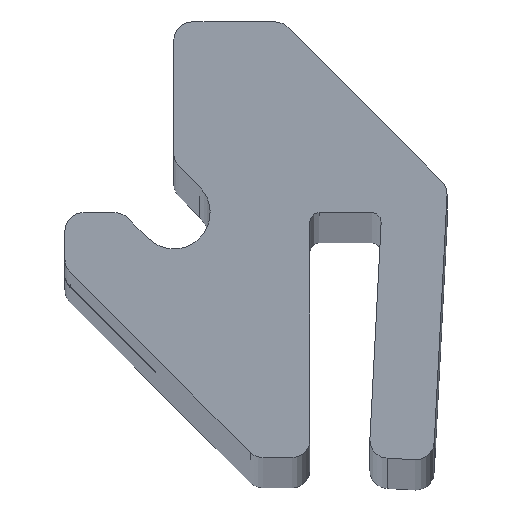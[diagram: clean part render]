
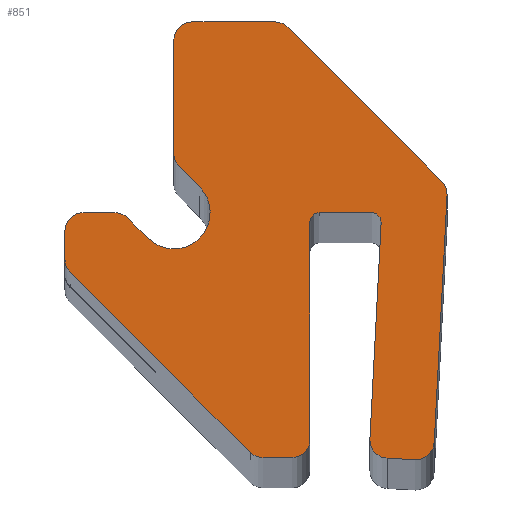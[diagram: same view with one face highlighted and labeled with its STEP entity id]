
A CAD part, top view. The second image highlights one B-rep face of the part: STEP entity #851.
In plain terms, the highlighted planar face has unit normal (0, 0, 1).
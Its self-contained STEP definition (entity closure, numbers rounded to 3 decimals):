
#34=PLANE('',#940);
#72=LINE('',#1480,#147);
#77=LINE('',#1490,#152);
#85=LINE('',#1511,#160);
#92=LINE('',#1532,#167);
#95=LINE('',#1544,#170);
#111=LINE('',#1597,#186);
#114=LINE('',#1605,#189);
#117=LINE('',#1613,#192);
#120=LINE('',#1622,#195);
#124=LINE('',#1636,#199);
#126=LINE('',#1641,#201);
#128=LINE('',#1647,#203);
#129=LINE('',#1649,#204);
#130=LINE('',#1651,#205);
#147=VECTOR('',#997,10.);
#152=VECTOR('',#1004,10.);
#160=VECTOR('',#1028,10.);
#167=VECTOR('',#1049,10.);
#170=VECTOR('',#1060,10.);
#186=VECTOR('',#1110,10.);
#189=VECTOR('',#1119,10.);
#192=VECTOR('',#1128,10.);
#195=VECTOR('',#1137,10.);
#199=VECTOR('',#1155,10.);
#201=VECTOR('',#1163,10.);
#203=VECTOR('',#1171,10.);
#204=VECTOR('',#1174,10.);
#205=VECTOR('',#1177,10.);
#250=FACE_OUTER_BOUND('',#295,.T.);
#295=EDGE_LOOP('',(#773,#774,#775,#776,#777,#778,#779,#780,#781,#782,#783,
#784,#785,#786,#787,#788,#789,#790,#791,#792,#793,#794,#795,#796,#797,#798,
#799,#800));
#317=CIRCLE('',#883,1.27);
#321=CIRCLE('',#893,0.635);
#322=CIRCLE('',#896,0.635);
#324=CIRCLE('',#900,1.27);
#334=CIRCLE('',#912,1.27);
#335=CIRCLE('',#914,1.27);
#336=CIRCLE('',#917,1.27);
#337=CIRCLE('',#920,1.27);
#338=CIRCLE('',#923,1.27);
#339=CIRCLE('',#926,1.27);
#340=CIRCLE('',#928,1.27);
#341=CIRCLE('',#930,1.27);
#342=CIRCLE('',#933,1.27);
#343=CIRCLE('',#936,2.54);
#372=VERTEX_POINT('',#1477);
#373=VERTEX_POINT('',#1479);
#376=VERTEX_POINT('',#1487);
#377=VERTEX_POINT('',#1489);
#379=VERTEX_POINT('',#1497);
#382=VERTEX_POINT('',#1509);
#386=VERTEX_POINT('',#1522);
#387=VERTEX_POINT('',#1524);
#389=VERTEX_POINT('',#1530);
#390=VERTEX_POINT('',#1534);
#391=VERTEX_POINT('',#1535);
#394=VERTEX_POINT('',#1543);
#396=VERTEX_POINT('',#1549);
#411=VERTEX_POINT('',#1585);
#412=VERTEX_POINT('',#1589);
#413=VERTEX_POINT('',#1590);
#414=VERTEX_POINT('',#1595);
#415=VERTEX_POINT('',#1599);
#416=VERTEX_POINT('',#1603);
#417=VERTEX_POINT('',#1607);
#418=VERTEX_POINT('',#1611);
#419=VERTEX_POINT('',#1615);
#420=VERTEX_POINT('',#1616);
#421=VERTEX_POINT('',#1621);
#422=VERTEX_POINT('',#1629);
#423=VERTEX_POINT('',#1630);
#424=VERTEX_POINT('',#1635);
#425=VERTEX_POINT('',#1643);
#464=EDGE_CURVE('',#373,#372,#72,.T.);
#469=EDGE_CURVE('',#377,#376,#77,.T.);
#474=EDGE_CURVE('',#379,#372,#317,.T.);
#480=EDGE_CURVE('',#379,#382,#85,.T.);
#486=EDGE_CURVE('',#386,#387,#321,.T.);
#490=EDGE_CURVE('',#386,#389,#92,.T.);
#491=EDGE_CURVE('',#390,#391,#322,.T.);
#495=EDGE_CURVE('',#394,#391,#95,.T.);
#498=EDGE_CURVE('',#377,#396,#324,.T.);
#518=EDGE_CURVE('',#411,#382,#334,.T.);
#519=EDGE_CURVE('',#412,#413,#335,.T.);
#523=EDGE_CURVE('',#412,#414,#111,.T.);
#524=EDGE_CURVE('',#415,#414,#336,.T.);
#527=EDGE_CURVE('',#415,#416,#114,.T.);
#528=EDGE_CURVE('',#417,#376,#337,.T.);
#531=EDGE_CURVE('',#417,#418,#117,.T.);
#532=EDGE_CURVE('',#419,#420,#338,.T.);
#535=EDGE_CURVE('',#421,#420,#120,.T.);
#537=EDGE_CURVE('',#421,#389,#339,.T.);
#538=EDGE_CURVE('',#394,#418,#340,.T.);
#539=EDGE_CURVE('',#422,#423,#341,.T.);
#542=EDGE_CURVE('',#424,#423,#124,.T.);
#544=EDGE_CURVE('',#424,#416,#342,.T.);
#545=EDGE_CURVE('',#411,#396,#126,.T.);
#546=EDGE_CURVE('',#425,#373,#343,.T.);
#548=EDGE_CURVE('',#422,#425,#128,.T.);
#549=EDGE_CURVE('',#419,#413,#129,.T.);
#550=EDGE_CURVE('',#390,#387,#130,.T.);
#773=ORIENTED_EDGE('',*,*,#498,.F.);
#774=ORIENTED_EDGE('',*,*,#469,.T.);
#775=ORIENTED_EDGE('',*,*,#528,.F.);
#776=ORIENTED_EDGE('',*,*,#531,.T.);
#777=ORIENTED_EDGE('',*,*,#538,.F.);
#778=ORIENTED_EDGE('',*,*,#495,.T.);
#779=ORIENTED_EDGE('',*,*,#491,.F.);
#780=ORIENTED_EDGE('',*,*,#550,.T.);
#781=ORIENTED_EDGE('',*,*,#486,.F.);
#782=ORIENTED_EDGE('',*,*,#490,.T.);
#783=ORIENTED_EDGE('',*,*,#537,.F.);
#784=ORIENTED_EDGE('',*,*,#535,.T.);
#785=ORIENTED_EDGE('',*,*,#532,.F.);
#786=ORIENTED_EDGE('',*,*,#549,.T.);
#787=ORIENTED_EDGE('',*,*,#519,.F.);
#788=ORIENTED_EDGE('',*,*,#523,.T.);
#789=ORIENTED_EDGE('',*,*,#524,.F.);
#790=ORIENTED_EDGE('',*,*,#527,.T.);
#791=ORIENTED_EDGE('',*,*,#544,.F.);
#792=ORIENTED_EDGE('',*,*,#542,.T.);
#793=ORIENTED_EDGE('',*,*,#539,.F.);
#794=ORIENTED_EDGE('',*,*,#548,.T.);
#795=ORIENTED_EDGE('',*,*,#546,.T.);
#796=ORIENTED_EDGE('',*,*,#464,.T.);
#797=ORIENTED_EDGE('',*,*,#474,.F.);
#798=ORIENTED_EDGE('',*,*,#480,.T.);
#799=ORIENTED_EDGE('',*,*,#518,.F.);
#800=ORIENTED_EDGE('',*,*,#545,.T.);
#851=ADVANCED_FACE('',(#250),#34,.T.);
#883=AXIS2_PLACEMENT_3D('',#1499,#1014,#1015);
#893=AXIS2_PLACEMENT_3D('',#1525,#1042,#1043);
#896=AXIS2_PLACEMENT_3D('',#1536,#1052,#1053);
#900=AXIS2_PLACEMENT_3D('',#1550,#1065,#1066);
#912=AXIS2_PLACEMENT_3D('',#1587,#1099,#1100);
#914=AXIS2_PLACEMENT_3D('',#1591,#1103,#1104);
#917=AXIS2_PLACEMENT_3D('',#1600,#1113,#1114);
#920=AXIS2_PLACEMENT_3D('',#1608,#1122,#1123);
#923=AXIS2_PLACEMENT_3D('',#1617,#1131,#1132);
#926=AXIS2_PLACEMENT_3D('',#1625,#1141,#1142);
#928=AXIS2_PLACEMENT_3D('',#1627,#1145,#1146);
#930=AXIS2_PLACEMENT_3D('',#1631,#1149,#1150);
#933=AXIS2_PLACEMENT_3D('',#1639,#1159,#1160);
#936=AXIS2_PLACEMENT_3D('',#1644,#1166,#1167);
#940=AXIS2_PLACEMENT_3D('',#1652,#1178,#1179);
#997=DIRECTION('',(-0.707,0.707,0.));
#1004=DIRECTION('',(0.707,-0.707,0.));
#1014=DIRECTION('center_axis',(0.,0.,-1.));
#1015=DIRECTION('ref_axis',(0.383,0.924,0.));
#1028=DIRECTION('',(-1.,0.,0.));
#1042=DIRECTION('center_axis',(0.,0.,1.));
#1043=DIRECTION('ref_axis',(0.725,0.689,0.));
#1049=DIRECTION('',(-0.052,-0.999,0.));
#1052=DIRECTION('center_axis',(0.,0.,1.));
#1053=DIRECTION('ref_axis',(-0.707,0.707,0.));
#1060=DIRECTION('',(0.,1.,0.));
#1065=DIRECTION('center_axis',(0.,0.,-1.));
#1066=DIRECTION('ref_axis',(-0.924,-0.383,0.));
#1099=DIRECTION('center_axis',(0.,0.,-1.));
#1100=DIRECTION('ref_axis',(-0.707,0.707,0.));
#1103=DIRECTION('center_axis',(0.,0.,-1.));
#1104=DIRECTION('ref_axis',(0.933,0.359,0.));
#1110=DIRECTION('',(-0.707,0.707,0.));
#1113=DIRECTION('center_axis',(0.,0.,-1.));
#1114=DIRECTION('ref_axis',(0.383,0.924,0.));
#1119=DIRECTION('',(-1.,0.,0.));
#1122=DIRECTION('center_axis',(0.,0.,-1.));
#1123=DIRECTION('ref_axis',(-0.383,-0.924,0.));
#1128=DIRECTION('',(1.,0.,0.));
#1131=DIRECTION('center_axis',(0.,0.,-1.));
#1132=DIRECTION('ref_axis',(0.669,-0.743,0.));
#1137=DIRECTION('',(0.999,-0.052,0.));
#1141=DIRECTION('center_axis',(0.,0.,-1.));
#1142=DIRECTION('ref_axis',(-0.743,-0.669,0.));
#1145=DIRECTION('center_axis',(0.,0.,-1.));
#1146=DIRECTION('ref_axis',(0.707,-0.707,0.));
#1149=DIRECTION('center_axis',(0.,0.,-1.));
#1150=DIRECTION('ref_axis',(-0.924,-0.383,0.));
#1155=DIRECTION('',(0.,-1.,0.));
#1159=DIRECTION('center_axis',(0.,0.,-1.));
#1160=DIRECTION('ref_axis',(-0.707,0.707,0.));
#1163=DIRECTION('',(0.,-1.,0.));
#1166=DIRECTION('center_axis',(0.,0.,-1.));
#1167=DIRECTION('ref_axis',(0.707,0.707,0.));
#1171=DIRECTION('',(0.707,-0.707,0.));
#1174=DIRECTION('',(0.052,0.999,0.));
#1177=DIRECTION('',(1.,0.,0.));
#1178=DIRECTION('center_axis',(0.,0.,1.));
#1179=DIRECTION('ref_axis',(1.,0.,0.));
#1477=CARTESIAN_POINT('',(-12.745,-0.372,607.6));
#1479=CARTESIAN_POINT('',(-11.321,-1.796,607.6));
#1480=CARTESIAN_POINT('',(-11.321,-1.796,607.6));
#1487=CARTESIAN_POINT('',(-4.182,-16.773,607.6));
#1489=CARTESIAN_POINT('',(-16.773,-4.182,607.6));
#1490=CARTESIAN_POINT('',(-17.145,-3.81,607.6));
#1497=CARTESIAN_POINT('',(-13.643,0.,607.6));
#1499=CARTESIAN_POINT('Origin',(-13.643,-1.27,607.6));
#1509=CARTESIAN_POINT('',(-15.875,0.,607.6));
#1511=CARTESIAN_POINT('',(-13.117,0.,607.6));
#1522=CARTESIAN_POINT('',(4.982,-0.668,607.6));
#1524=CARTESIAN_POINT('',(4.348,0.,607.6));
#1525=CARTESIAN_POINT('Origin',(4.348,-0.635,607.6));
#1530=CARTESIAN_POINT('',(4.193,-15.854,607.6));
#1532=CARTESIAN_POINT('',(5.017,0.,607.6));
#1534=CARTESIAN_POINT('',(0.635,0.,607.6));
#1535=CARTESIAN_POINT('',(0.,-0.635,607.6));
#1536=CARTESIAN_POINT('Origin',(0.635,-0.635,607.6));
#1543=CARTESIAN_POINT('',(0.,-15.875,607.6));
#1544=CARTESIAN_POINT('',(0.,-17.145,607.6));
#1549=CARTESIAN_POINT('',(-17.145,-3.284,607.6));
#1550=CARTESIAN_POINT('Origin',(-15.875,-3.284,607.6));
#1585=CARTESIAN_POINT('',(-17.145,-1.27,607.6));
#1587=CARTESIAN_POINT('Origin',(-15.875,-1.27,607.6));
#1589=CARTESIAN_POINT('',(9.225,2.205,607.6));
#1590=CARTESIAN_POINT('',(9.596,1.241,607.6));
#1591=CARTESIAN_POINT('Origin',(8.327,1.307,607.6));
#1595=CARTESIAN_POINT('',(-1.533,12.963,607.6));
#1597=CARTESIAN_POINT('',(9.625,1.805,607.6));
#1599=CARTESIAN_POINT('',(-2.431,13.335,607.6));
#1600=CARTESIAN_POINT('Origin',(-2.431,12.065,607.6));
#1603=CARTESIAN_POINT('',(-8.255,13.335,607.6));
#1605=CARTESIAN_POINT('',(-1.905,13.335,607.6));
#1607=CARTESIAN_POINT('',(-3.284,-17.145,607.6));
#1608=CARTESIAN_POINT('Origin',(-3.284,-15.875,607.6));
#1611=CARTESIAN_POINT('',(-1.27,-17.145,607.6));
#1613=CARTESIAN_POINT('',(-3.81,-17.145,607.6));
#1615=CARTESIAN_POINT('',(8.696,-16.087,607.6));
#1616=CARTESIAN_POINT('',(7.362,-17.29,607.6));
#1617=CARTESIAN_POINT('Origin',(7.427,-16.022,607.6));
#1621=CARTESIAN_POINT('',(5.396,-17.188,607.6));
#1622=CARTESIAN_POINT('',(4.128,-17.122,607.6));
#1625=CARTESIAN_POINT('Origin',(5.462,-15.919,607.6));
#1627=CARTESIAN_POINT('Origin',(-1.27,-15.875,607.6));
#1629=CARTESIAN_POINT('',(-9.153,3.22,607.6));
#1630=CARTESIAN_POINT('',(-9.525,4.118,607.6));
#1631=CARTESIAN_POINT('Origin',(-8.255,4.118,607.6));
#1635=CARTESIAN_POINT('',(-9.525,12.065,607.6));
#1636=CARTESIAN_POINT('',(-9.525,13.335,607.6));
#1639=CARTESIAN_POINT('Origin',(-8.255,12.065,607.6));
#1641=CARTESIAN_POINT('',(-17.145,0.,607.6));
#1643=CARTESIAN_POINT('',(-7.729,1.796,607.6));
#1644=CARTESIAN_POINT('Origin',(-9.525,0.,607.6));
#1647=CARTESIAN_POINT('',(-9.525,3.592,607.6));
#1649=CARTESIAN_POINT('',(8.63,-17.356,607.6));
#1651=CARTESIAN_POINT('',(0.,0.,607.6));
#1652=CARTESIAN_POINT('Origin',(-1.539,-3.513,607.6));
